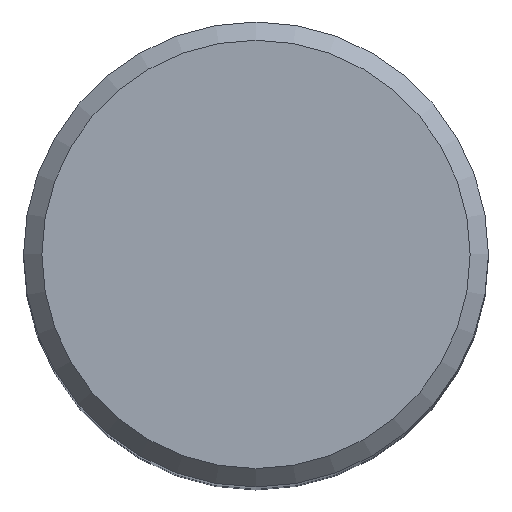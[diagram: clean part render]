
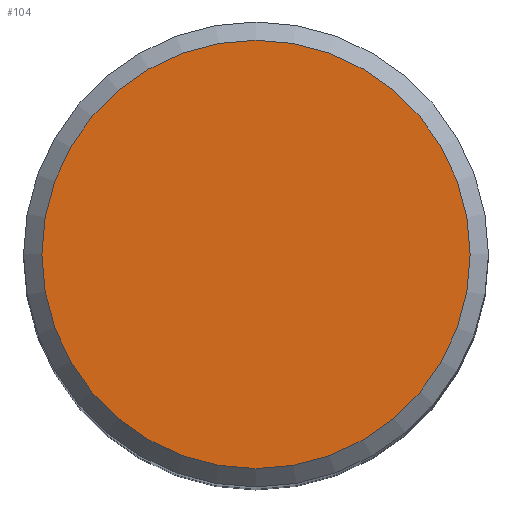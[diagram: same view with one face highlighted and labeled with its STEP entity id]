
A CAD part, top view. The second image highlights one B-rep face of the part: STEP entity #104.
In plain terms, the highlighted planar face has unit normal (0, 0, 1).
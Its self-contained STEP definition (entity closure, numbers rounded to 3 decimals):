
#51=PLANE('',#290);
#104=ADVANCED_FACE('',(#114),#51,.F.);
#114=FACE_OUTER_BOUND('',#142,.T.);
#142=EDGE_LOOP('',(#174));
#174=ORIENTED_EDGE('',*,*,#209,.T.);
#193=VERTEX_POINT('',#423);
#209=EDGE_CURVE('',#193,#193,#225,.T.);
#225=CIRCLE('',#289,11.7);
#289=AXIS2_PLACEMENT_3D('',#422,#362,#363);
#290=AXIS2_PLACEMENT_3D('',#424,#364,#365);
#362=DIRECTION('',(0.,0.,1.));
#363=DIRECTION('',(-1.,0.,0.));
#364=DIRECTION('',(0.,0.,-1.));
#365=DIRECTION('',(1.,0.,0.));
#422=CARTESIAN_POINT('',(0.,0.,63.5));
#423=CARTESIAN_POINT('',(-11.7,0.,63.5));
#424=CARTESIAN_POINT('',(0.,0.,63.5));
